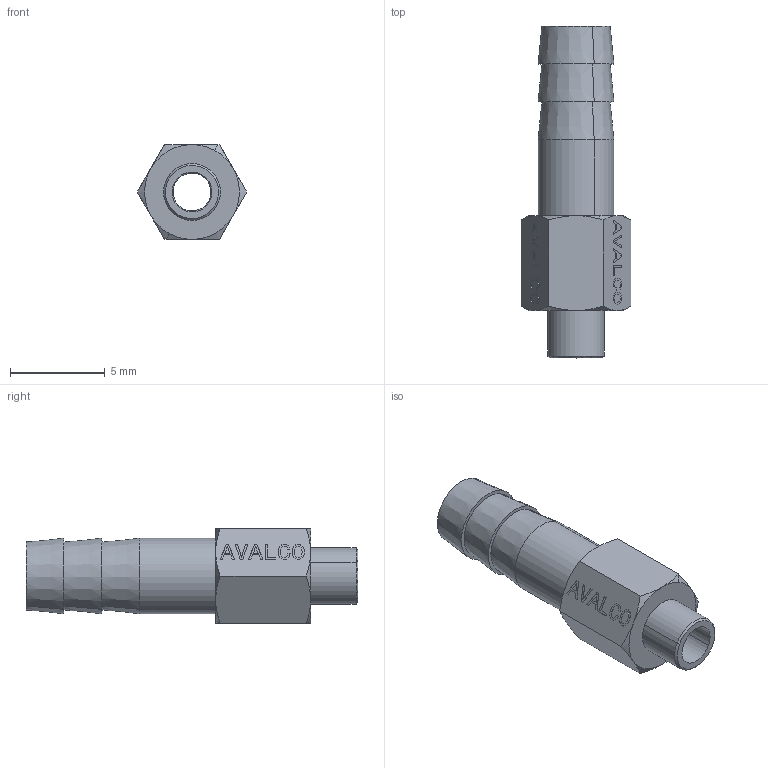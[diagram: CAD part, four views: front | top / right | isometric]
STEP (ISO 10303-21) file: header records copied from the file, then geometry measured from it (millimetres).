
FILE_DESCRIPTION(( 'RA.30.03.M3.stp' ), '1');
FILE_NAME( 'RA.30.03.M3.stp', '2018-10-11T14:29:56',( 'Sopra'),('sopra-pneumatic.com'), 'SwSTEP 2.0','SolidWorks 2009','' );
FILE_SCHEMA(('CONFIG_CONTROL_DESIGN'));
Length unit declared in the file: millimetre
Products named in the file (1): DN601-03M3D
Bounding box: 5.77 x 17.5 x 5 mm (x, y, z)
Volume: 185.4 mm3; surface area: 383.1 mm2
Topology: 1 solids, 1 shells, 382 faces, 1029 edges, 680 vertices
Faces by surface type: plane 348, cone 26, cylinder 8
Entity records: 11418 total; most frequent: CARTESIAN_POINT 2147, ORIENTED_EDGE 2058, DIRECTION 1607, EDGE_CURVE 1029, VECTOR 955, LINE 955, VERTEX_POINT 680, EDGE_LOOP 415
